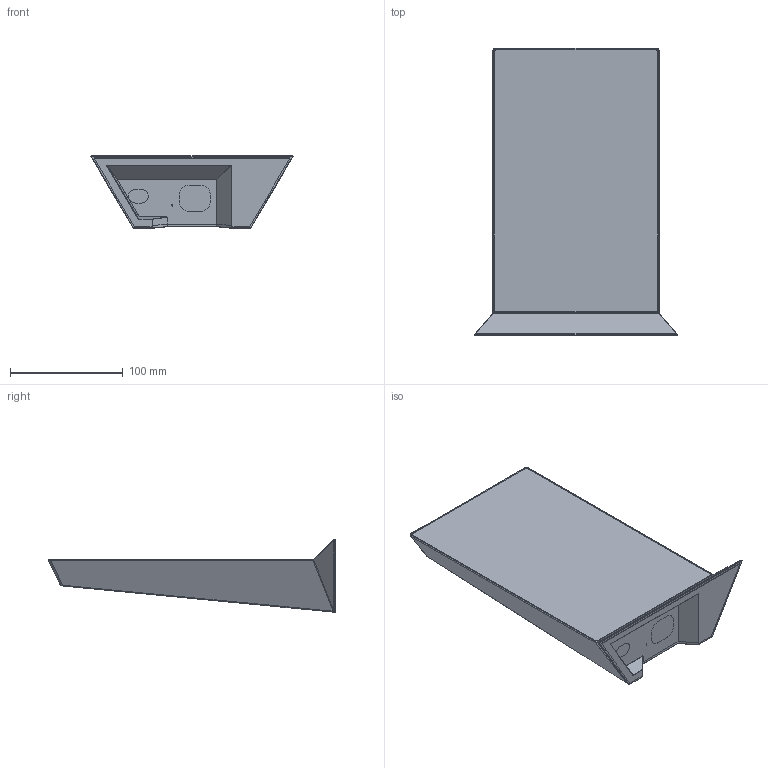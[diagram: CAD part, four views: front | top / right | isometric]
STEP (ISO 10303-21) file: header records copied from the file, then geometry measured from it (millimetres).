
FILE_DESCRIPTION(/* description */ (''),/* implementation_level */ '2;1');
FILE_NAME(/* name */ '455776_01_Gen2_Wifi.stp',/* time_stamp */ '2022-08-18T10:29:21-07:00',/* author */ (''),/* organization */ (''),/* preprocessor_version */ 'ST-DEVELOPER v18.102',/* originating_system */ 'SIEMENS PLM Software NX 2023',/* authorisation */ '');
FILE_SCHEMA (('AUTOMOTIVE_DESIGN { 1 0 10303 214 3 1 1 1 }'));
Length unit declared in the file: millimetre
Products named in the file (1): 01_objects
Bounding box: 179.25 x 254.68 x 64.29 mm (x, y, z)
Volume: 1122894.9 mm3; surface area: 100075.1 mm2
Topology: 1 solids, 1 shells, 117 faces, 321 edges, 208 vertices
Faces by surface type: cylinder 46, plane 34, bspline 33, sphere 4
Entity records: 5095 total; most frequent: CARTESIAN_POINT 2303, ORIENTED_EDGE 638, DIRECTION 495, EDGE_CURVE 319, VERTEX_POINT 208, AXIS2_PLACEMENT_3D 179, LINE 137, VECTOR 137
